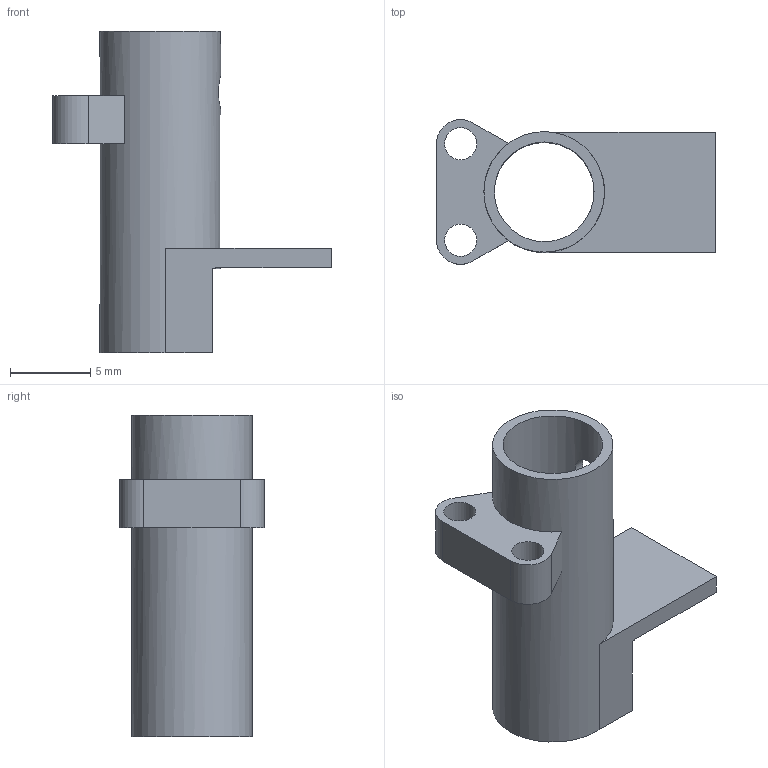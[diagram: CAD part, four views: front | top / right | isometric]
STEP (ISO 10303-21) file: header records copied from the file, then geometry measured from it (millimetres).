
FILE_DESCRIPTION(/* description */ (''),/* implementation_level */ '2;1');
FILE_NAME(/* name */ 'Mount.step',/* time_stamp */ '2025-08-14T15:06:50+01:00',/* author */ (''),/* organization */ (''),/* preprocessor_version */ 'ST-DEVELOPER v20.1',/* originating_system */ 'Autodesk Translation Framework v14.10.0.0',/* authorisation */ '');
FILE_SCHEMA (('AUTOMOTIVE_DESIGN { 1 0 10303 214 3 1 1 }'));
Length unit declared in the file: millimetre
Products named in the file (1): Mount
Bounding box: 17.35 x 9 x 20 mm (x, y, z)
Volume: 426.6 mm3; surface area: 1147.9 mm2
Topology: 1 solids, 1 shells, 30 faces, 86 edges, 58 vertices
Faces by surface type: plane 20, cylinder 8, cone 2
Full cylindrical faces by diameter (mm): 2 x3, 6.2 x1, 7.5 x1
Entity records: 1104 total; most frequent: CARTESIAN_POINT 257, ORIENTED_EDGE 172, DIRECTION 164, EDGE_CURVE 86, VERTEX_POINT 58, AXIS2_PLACEMENT_3D 56, LINE 52, VECTOR 52
